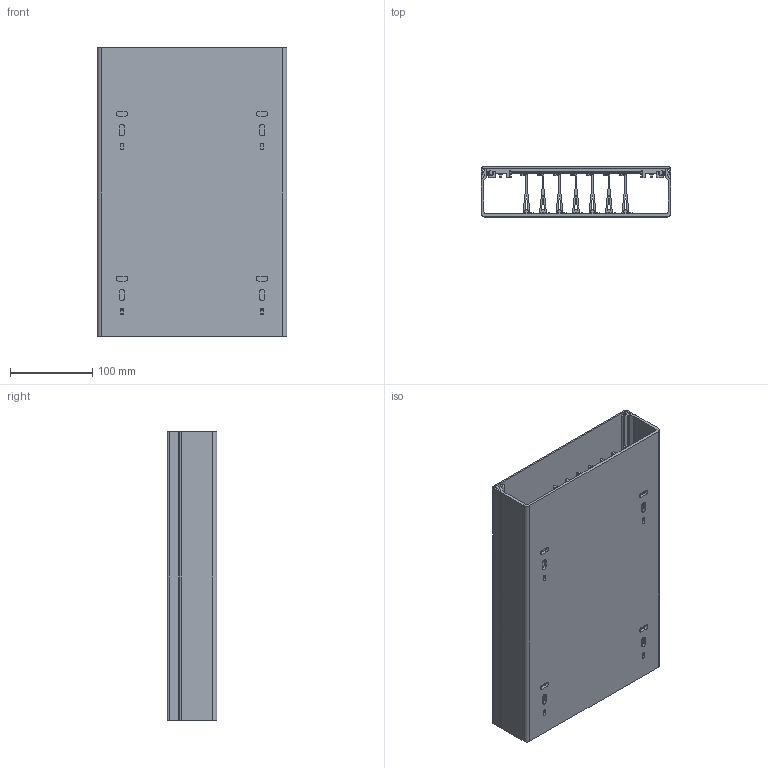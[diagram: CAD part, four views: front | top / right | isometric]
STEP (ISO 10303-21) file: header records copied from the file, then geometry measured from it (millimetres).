
FILE_DESCRIPTION (( 'STEP AP214' ), '1' );
FILE_NAME ('6027180.stp', '2016-08-09T12:43:20', ( '' ), ( '' ), 'SwSTEP 2.0', 'SolidWorks 2014', '' );
FILE_SCHEMA (( 'AUTOMOTIVE_DESIGN' ));
Length unit declared in the file: millimetre
Products named in the file (6): Unterteil60230; Deckel230; Trennwand; Trennwand.1.1.1.1.1.1; Deckelklammer_230; 6027180
Assembly tree (11 placements, depth 3):
  6027180
    Deckelklammer_230
    Trennwand
      Trennwand.1.1.1.1.1.1  x7
    Deckel230
    Unterteil60230
Bounding box: 230 x 60.3 x 350 mm (x, y, z)
Volume: 724328.7 mm3; surface area: 554136.1 mm2
Topology: 10 solids, 10 shells, 702 faces, 1953 edges, 1276 vertices
Faces by surface type: plane 396, cylinder 255, bspline 43, cone 6, torus 2
Entity records: 23534 total; most frequent: CARTESIAN_POINT 4957, ORIENTED_EDGE 2778, DIRECTION 2586, EDGE_CURVE 1389, LINE 960, VECTOR 960, VERTEX_POINT 904, AXIS2_PLACEMENT_3D 813
